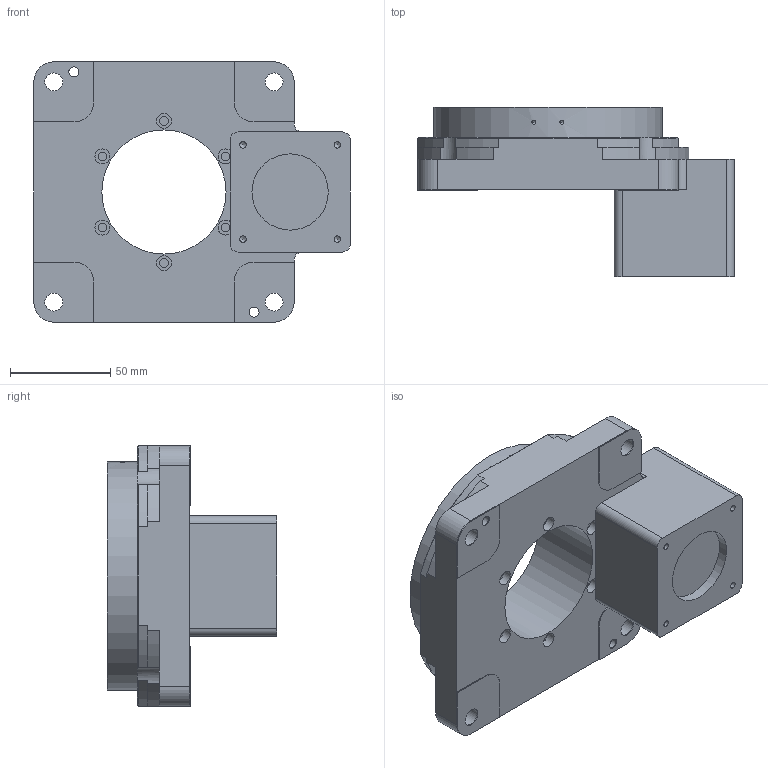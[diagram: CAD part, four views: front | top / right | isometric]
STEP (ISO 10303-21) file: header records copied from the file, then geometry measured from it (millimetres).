
FILE_DESCRIPTION(/* description */ (''),/* implementation_level */ '2;1');
FILE_NAME(/* name */ 'D-00005339.stp',/* time_stamp */ '2023-07-06T08:49:42+02:00',/* author */ ('angelika.schneid'),/* organization */ (''),/* preprocessor_version */ 'ST-DEVELOPER v18.1',/* originating_system */ 'Autodesk Inventor 2021',/* authorisation */ '');
FILE_SCHEMA (('AUTOMOTIVE_DESIGN { 1 0 10303 214 3 1 1 }'));
Length unit declared in the file: millimetre
Products named in the file (1): D-00005339
Bounding box: 158 x 84.5 x 130 mm (x, y, z)
Volume: 601118.5 mm3; surface area: 80347.3 mm2
Topology: 5 solids, 11 shells, 201 faces, 467 edges, 302 vertices
Faces by surface type: cylinder 92, plane 81, cone 28
Full cylindrical faces by diameter (mm): 2.013 x2, 2.5 x4, 3.242 x4, 4.134 x6, 4.2 x6, 4.4 x6, 5 x6, 7.5 x6, 9 x8, 38.1 x1, 62 x1, 70 x1, 85 x1, 92 x1, 114 x1, 125 x1
Entity records: 5818 total; most frequent: CARTESIAN_POINT 1065, DIRECTION 1039, ORIENTED_EDGE 894, EDGE_CURVE 447, AXIS2_PLACEMENT_3D 408, VERTEX_POINT 302, EDGE_LOOP 261, LINE 223
